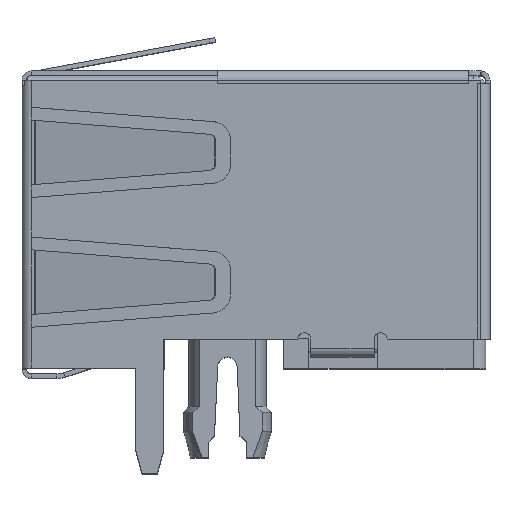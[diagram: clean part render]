
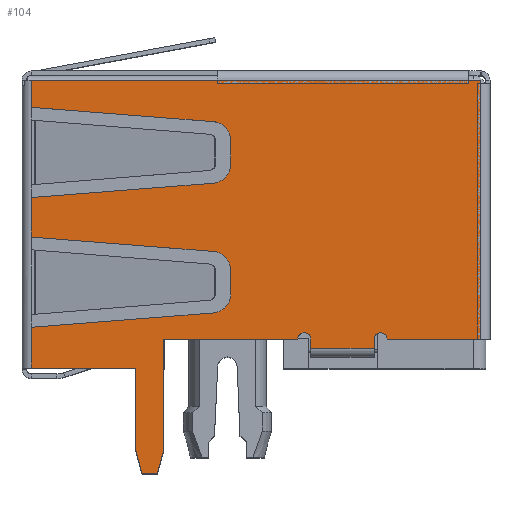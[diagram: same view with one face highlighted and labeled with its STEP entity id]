
A CAD part, top view. The second image highlights one B-rep face of the part: STEP entity #104.
In plain terms, the highlighted planar face has unit normal (0, 0, 1).
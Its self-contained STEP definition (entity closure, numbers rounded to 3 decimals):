
#104=ADVANCED_FACE('3844',(#909),#910,.T.);
#909=FACE_OUTER_BOUND('',#2461,.T.);
#910=PLANE('',#2462);
#2461=EDGE_LOOP('',(#5161,#5162,#5163,#5164,#5165,#5166,#5167,#5168,#5169,#5170,#5171,#5172,#5173,#5174,#5175,#5176,#5177,#5178,#5179,#5180,#5181,#5182,#5183,#5184,#5185,#5186,#5187,#5188,#5189));
#2462=AXIS2_PLACEMENT_3D('',#5190,#5191,#5192);
#5161=ORIENTED_EDGE('',*,*,#10910,.T.);
#5162=ORIENTED_EDGE('',*,*,#10911,.F.);
#5163=ORIENTED_EDGE('',*,*,#10912,.F.);
#5164=ORIENTED_EDGE('',*,*,#10913,.F.);
#5165=ORIENTED_EDGE('',*,*,#10914,.T.);
#5166=ORIENTED_EDGE('',*,*,#10915,.F.);
#5167=ORIENTED_EDGE('',*,*,#10916,.F.);
#5168=ORIENTED_EDGE('',*,*,#10917,.T.);
#5169=ORIENTED_EDGE('',*,*,#10918,.F.);
#5170=ORIENTED_EDGE('',*,*,#10919,.T.);
#5171=ORIENTED_EDGE('',*,*,#10920,.F.);
#5172=ORIENTED_EDGE('',*,*,#10921,.F.);
#5173=ORIENTED_EDGE('',*,*,#10922,.F.);
#5174=ORIENTED_EDGE('',*,*,#10923,.T.);
#5175=ORIENTED_EDGE('',*,*,#10924,.F.);
#5176=ORIENTED_EDGE('',*,*,#10925,.T.);
#5177=ORIENTED_EDGE('',*,*,#10926,.F.);
#5178=ORIENTED_EDGE('',*,*,#10927,.F.);
#5179=ORIENTED_EDGE('',*,*,#10928,.F.);
#5180=ORIENTED_EDGE('',*,*,#10929,.T.);
#5181=ORIENTED_EDGE('',*,*,#10930,.T.);
#5182=ORIENTED_EDGE('',*,*,#10931,.T.);
#5183=ORIENTED_EDGE('',*,*,#10932,.T.);
#5184=ORIENTED_EDGE('',*,*,#10909,.T.);
#5185=ORIENTED_EDGE('',*,*,#10906,.T.);
#5186=ORIENTED_EDGE('',*,*,#10933,.T.);
#5187=ORIENTED_EDGE('',*,*,#10934,.F.);
#5188=ORIENTED_EDGE('',*,*,#10935,.T.);
#5189=ORIENTED_EDGE('',*,*,#10936,.F.);
#5190=CARTESIAN_POINT('',(-8.84,-9.87,7.8));
#5191=DIRECTION('',(0.0,0.0,1.0));
#5192=DIRECTION('',(1.0,-0.0,0.0));
#10906=EDGE_CURVE('5105',#13038,#13036,#13039,.T.);
#10909=EDGE_CURVE('5104',#13041,#13038,#13043,.T.);
#10910=EDGE_CURVE('5768',#13044,#13045,#13046,.T.);
#10911=EDGE_CURVE('5467',#13047,#13045,#13048,.T.);
#10912=EDGE_CURVE('5611',#13049,#13047,#13050,.T.);
#10913=EDGE_CURVE('5640',#13051,#13049,#13052,.T.);
#10914=EDGE_CURVE('5609',#13051,#13053,#13054,.T.);
#10915=EDGE_CURVE('5082',#13055,#13053,#13056,.T.);
#10916=EDGE_CURVE('5342',#13057,#13055,#13058,.T.);
#10917=EDGE_CURVE('5094',#13057,#13059,#13060,.T.);
#10918=EDGE_CURVE('5095',#13061,#13059,#13062,.T.);
#10919=EDGE_CURVE('5096',#13061,#13063,#13064,.T.);
#10920=EDGE_CURVE('5097',#13065,#13063,#13066,.T.);
#10921=EDGE_CURVE('5098',#13067,#13065,#13068,.T.);
#10922=EDGE_CURVE('5154',#13069,#13067,#13070,.T.);
#10923=EDGE_CURVE('5099',#13069,#13071,#13072,.T.);
#10924=EDGE_CURVE('5100',#13073,#13071,#13074,.T.);
#10925=EDGE_CURVE('5101',#13073,#13075,#13076,.T.);
#10926=EDGE_CURVE('5102',#13077,#13075,#13078,.T.);
#10927=EDGE_CURVE('5103',#13079,#13077,#13080,.T.);
#10928=EDGE_CURVE('5158',#13081,#13079,#13082,.T.);
#10929=EDGE_CURVE('5451',#13081,#13083,#13084,.T.);
#10930=EDGE_CURVE('5106',#13083,#13085,#13086,.T.);
#10931=EDGE_CURVE('5107',#13085,#13087,#13088,.T.);
#10932=EDGE_CURVE('5113',#13087,#13041,#13089,.T.);
#10933=EDGE_CURVE('5178',#13036,#13090,#13091,.T.);
#10934=EDGE_CURVE('5466',#13092,#13090,#13093,.T.);
#10935=EDGE_CURVE('5767',#13092,#13094,#13095,.T.);
#10936=EDGE_CURVE('5769',#13044,#13094,#13096,.T.);
#13036=VERTEX_POINT('',#16407);
#13038=VERTEX_POINT('',#16410);
#13039=LINE('',#16411,#16412);
#13041=VERTEX_POINT('',#16415);
#13043=LINE('',#16418,#16419);
#13044=VERTEX_POINT('',#16420);
#13045=VERTEX_POINT('',#16421);
#13046=LINE('',#16422,#16423);
#13047=VERTEX_POINT('',#16424);
#13048=CIRCLE('',#16425,0.25);
#13049=VERTEX_POINT('',#16426);
#13050=LINE('',#16427,#16428);
#13051=VERTEX_POINT('',#16429);
#13052=LINE('',#16430,#16431);
#13053=VERTEX_POINT('',#16432);
#13054=LINE('',#16433,#16434);
#13055=VERTEX_POINT('',#16435);
#13056=LINE('',#16436,#16437);
#13057=VERTEX_POINT('',#16438);
#13058=LINE('',#16439,#16440);
#13059=VERTEX_POINT('',#16441);
#13060=LINE('',#16442,#16443);
#13061=VERTEX_POINT('',#16444);
#13062=CIRCLE('',#16445,0.75);
#13063=VERTEX_POINT('',#16446);
#13064=LINE('',#16447,#16448);
#13065=VERTEX_POINT('',#16449);
#13066=CIRCLE('',#16450,0.75);
#13067=VERTEX_POINT('',#16451);
#13068=LINE('',#16452,#16453);
#13069=VERTEX_POINT('',#16454);
#13070=LINE('',#16455,#16456);
#13071=VERTEX_POINT('',#16457);
#13072=LINE('',#16458,#16459);
#13073=VERTEX_POINT('',#16460);
#13074=CIRCLE('',#16461,0.75);
#13075=VERTEX_POINT('',#16462);
#13076=LINE('',#16463,#16464);
#13077=VERTEX_POINT('',#16465);
#13078=CIRCLE('',#16466,0.75);
#13079=VERTEX_POINT('',#16467);
#13080=LINE('',#16468,#16469);
#13081=VERTEX_POINT('',#16470);
#13082=LINE('',#16471,#16472);
#13083=VERTEX_POINT('',#16473);
#13084=LINE('',#16474,#16475);
#13085=VERTEX_POINT('',#16476);
#13086=LINE('',#16477,#16478);
#13087=VERTEX_POINT('',#16479);
#13088=LINE('',#16480,#16481);
#13089=LINE('',#16482,#16483);
#13090=VERTEX_POINT('',#16484);
#13091=LINE('',#16485,#16486);
#13092=VERTEX_POINT('',#16487);
#13093=CIRCLE('',#16488,0.25);
#13094=VERTEX_POINT('',#16489);
#13095=LINE('',#16490,#16491);
#13096=LINE('',#16492,#16493);
#16407=CARTESIAN_POINT('',(-3.635,-4.59,7.8));
#16410=CARTESIAN_POINT('',(-3.635,-8.918,7.8));
#16411=CARTESIAN_POINT('',(-3.635,-8.918,7.8));
#16412=VECTOR('',#21364,4.328);
#16415=CARTESIAN_POINT('',(-3.89,-9.87,7.8));
#16418=CARTESIAN_POINT('',(-3.89,-9.87,7.8));
#16419=VECTOR('',#21367,0.985);
#16420=CARTESIAN_POINT('',(4.62,-4.95,7.8));
#16421=CARTESIAN_POINT('',(4.62,-4.59,7.8));
#16422=CARTESIAN_POINT('',(4.62,-4.95,7.8));
#16423=VECTOR('',#21368,0.36);
#16424=CARTESIAN_POINT('',(5.12,-4.59,7.8));
#16425=AXIS2_PLACEMENT_3D('',#21369,#21370,#21371);
#16426=CARTESIAN_POINT('',(8.66,-4.59,7.8));
#16427=CARTESIAN_POINT('',(8.66,-4.59,7.8));
#16428=VECTOR('',#21372,3.54);
#16429=CARTESIAN_POINT('',(8.8,-4.59,7.8));
#16430=CARTESIAN_POINT('',(8.8,-4.59,7.8));
#16431=VECTOR('',#21373,0.14);
#16432=CARTESIAN_POINT('',(8.8,5.57,7.8));
#16433=CARTESIAN_POINT('',(8.8,-4.59,7.8));
#16434=VECTOR('',#21374,10.16);
#16435=CARTESIAN_POINT('',(-8.84,5.57,7.8));
#16436=CARTESIAN_POINT('',(-8.84,5.57,7.8));
#16437=VECTOR('',#21375,17.64);
#16438=CARTESIAN_POINT('',(-8.84,4.5,7.8));
#16439=CARTESIAN_POINT('',(-8.84,4.5,7.8));
#16440=VECTOR('',#21376,1.07);
#16441=CARTESIAN_POINT('',(-1.701,3.938,7.8));
#16442=CARTESIAN_POINT('',(-8.84,4.5,7.8));
#16443=VECTOR('',#21377,7.161);
#16444=CARTESIAN_POINT('',(-1.01,3.19,7.8));
#16445=AXIS2_PLACEMENT_3D('',#21378,#21379,#21380);
#16446=CARTESIAN_POINT('',(-1.01,2.27,7.8));
#16447=CARTESIAN_POINT('',(-1.01,3.19,7.8));
#16448=VECTOR('',#21381,0.92);
#16449=CARTESIAN_POINT('',(-1.701,1.522,7.8));
#16450=AXIS2_PLACEMENT_3D('',#21382,#21383,#21384);
#16451=CARTESIAN_POINT('',(-8.84,0.96,7.8));
#16452=CARTESIAN_POINT('',(-8.84,0.96,7.8));
#16453=VECTOR('',#21385,7.161);
#16454=CARTESIAN_POINT('',(-8.84,-0.59,7.8));
#16455=CARTESIAN_POINT('',(-8.84,-0.59,7.8));
#16456=VECTOR('',#21386,1.551);
#16457=CARTESIAN_POINT('',(-1.701,-1.152,7.8));
#16458=CARTESIAN_POINT('',(-8.84,-0.59,7.8));
#16459=VECTOR('',#21387,7.161);
#16460=CARTESIAN_POINT('',(-1.01,-1.9,7.8));
#16461=AXIS2_PLACEMENT_3D('',#21388,#21389,#21390);
#16462=CARTESIAN_POINT('',(-1.01,-2.82,7.8));
#16463=CARTESIAN_POINT('',(-1.01,-1.9,7.8));
#16464=VECTOR('',#21391,0.92);
#16465=CARTESIAN_POINT('',(-1.701,-3.568,7.8));
#16466=AXIS2_PLACEMENT_3D('',#21392,#21393,#21394);
#16467=CARTESIAN_POINT('',(-8.84,-4.13,7.8));
#16468=CARTESIAN_POINT('',(-8.84,-4.13,7.8));
#16469=VECTOR('',#21395,7.161);
#16470=CARTESIAN_POINT('',(-8.84,-5.73,7.8));
#16471=CARTESIAN_POINT('',(-8.84,-5.73,7.8));
#16472=VECTOR('',#21396,1.6);
#16473=CARTESIAN_POINT('',(-4.745,-5.73,7.8));
#16474=CARTESIAN_POINT('',(-8.84,-5.73,7.8));
#16475=VECTOR('',#21397,4.095);
#16476=CARTESIAN_POINT('',(-4.745,-8.918,7.8));
#16477=CARTESIAN_POINT('',(-4.745,-5.73,7.8));
#16478=VECTOR('',#21398,3.188);
#16479=CARTESIAN_POINT('',(-4.49,-9.87,7.8));
#16480=CARTESIAN_POINT('',(-4.745,-8.918,7.8));
#16481=VECTOR('',#21399,0.985);
#16482=CARTESIAN_POINT('',(-4.49,-9.87,7.8));
#16483=VECTOR('',#21400,0.6);
#16484=CARTESIAN_POINT('',(1.62,-4.59,7.8));
#16485=CARTESIAN_POINT('',(-3.635,-4.59,7.8));
#16486=VECTOR('',#21401,5.255);
#16487=CARTESIAN_POINT('',(2.12,-4.59,7.8));
#16488=AXIS2_PLACEMENT_3D('',#21402,#21403,#21404);
#16489=CARTESIAN_POINT('',(2.12,-4.95,7.8));
#16490=CARTESIAN_POINT('',(2.12,-4.59,7.8));
#16491=VECTOR('',#21405,0.36);
#16492=CARTESIAN_POINT('',(4.62,-4.95,7.8));
#16493=VECTOR('',#21406,2.5);
#21364=DIRECTION('',(0.0,1.0,0.0));
#21367=DIRECTION('',(0.259,0.966,0.0));
#21368=DIRECTION('',(0.0,1.0,0.0));
#21369=CARTESIAN_POINT('',(4.87,-4.59,7.8));
#21370=DIRECTION('',(0.0,0.0,1.0));
#21371=DIRECTION('',(1.0,0.0,0.0));
#21372=DIRECTION('',(-1.0,0.0,0.0));
#21373=DIRECTION('',(-1.0,0.0,0.0));
#21374=DIRECTION('',(0.0,1.0,0.0));
#21375=DIRECTION('',(1.0,0.0,0.0));
#21376=DIRECTION('',(0.0,1.0,0.0));
#21377=DIRECTION('',(0.997,-0.078,0.0));
#21378=CARTESIAN_POINT('',(-1.76,3.19,7.8));
#21379=DIRECTION('',(0.0,-0.0,1.0));
#21380=DIRECTION('',(1.0,0.,0.0));
#21381=DIRECTION('',(0.0,-1.0,0.0));
#21382=CARTESIAN_POINT('',(-1.76,2.27,7.8));
#21383=DIRECTION('',(0.0,0.0,1.0));
#21384=DIRECTION('',(0.078,-0.997,0.0));
#21385=DIRECTION('',(0.997,0.078,0.0));
#21386=DIRECTION('',(0.0,1.0,0.0));
#21387=DIRECTION('',(0.997,-0.078,0.0));
#21388=CARTESIAN_POINT('',(-1.76,-1.9,7.8));
#21389=DIRECTION('',(0.0,-0.0,1.0));
#21390=DIRECTION('',(1.0,0.,0.0));
#21391=DIRECTION('',(0.0,-1.0,0.0));
#21392=CARTESIAN_POINT('',(-1.76,-2.82,7.8));
#21393=DIRECTION('',(0.0,0.0,1.0));
#21394=DIRECTION('',(0.078,-0.997,0.0));
#21395=DIRECTION('',(0.997,0.078,0.0));
#21396=DIRECTION('',(0.0,1.0,0.0));
#21397=DIRECTION('',(1.0,0.0,0.0));
#21398=DIRECTION('',(0.0,-1.0,0.0));
#21399=DIRECTION('',(0.259,-0.966,0.0));
#21400=DIRECTION('',(1.0,0.0,0.0));
#21401=DIRECTION('',(1.0,0.0,0.0));
#21402=CARTESIAN_POINT('',(1.87,-4.59,7.8));
#21403=DIRECTION('',(0.0,0.0,1.0));
#21404=DIRECTION('',(1.0,0.0,0.0));
#21405=DIRECTION('',(0.0,-1.0,0.0));
#21406=DIRECTION('',(-1.0,0.0,0.0));
